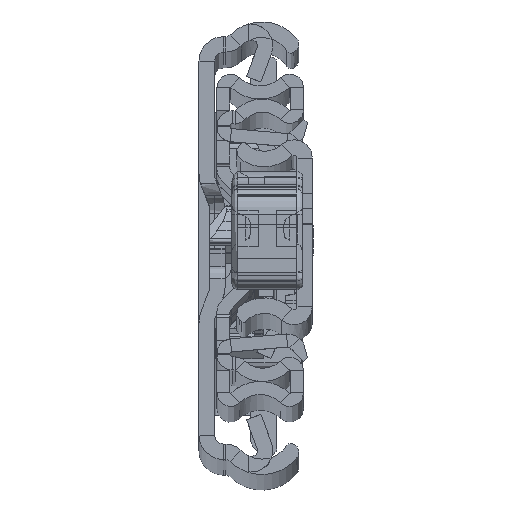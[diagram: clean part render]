
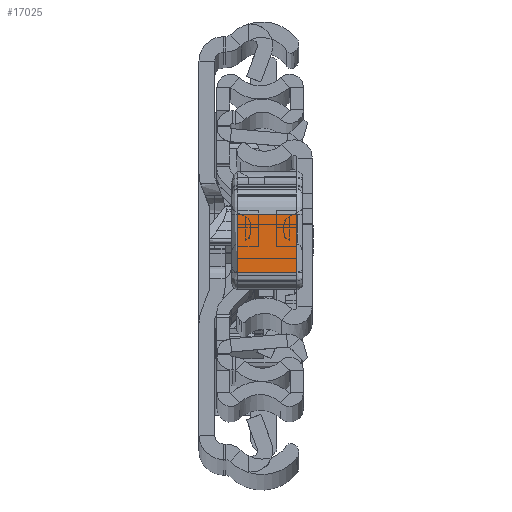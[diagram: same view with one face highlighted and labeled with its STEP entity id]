
A CAD part, top view. The second image highlights one B-rep face of the part: STEP entity #17025.
In plain terms, the highlighted face is planar.
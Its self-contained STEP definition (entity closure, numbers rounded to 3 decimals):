
#70 = DIRECTION ( 'NONE',  ( -0.027, -1., 0. ) ) ;
#234 = ORIENTED_EDGE ( 'NONE', *, *, #21651, .T. ) ;
#1489 = AXIS2_PLACEMENT_3D ( 'NONE', #12512, #28314, #70 ) ;
#1811 = CARTESIAN_POINT ( 'NONE',  ( 39.818, -2.465, 0. ) ) ;
#1932 = CARTESIAN_POINT ( 'NONE',  ( 39.55, -12.274, 10. ) ) ;
#1955 = VECTOR ( 'NONE', #7471, 1000. ) ;
#2454 = PLANE ( 'NONE',  #1489 ) ;
#3768 = CARTESIAN_POINT ( 'NONE',  ( 39.818, -2.465, 10. ) ) ;
#4158 = VECTOR ( 'NONE', #11795, 1000. ) ;
#6239 = LINE ( 'NONE', #16624, #33584 ) ;
#7471 = DIRECTION ( 'NONE',  ( 0., 0., -1. ) ) ;
#9699 = LINE ( 'NONE', #30436, #1955 ) ;
#9885 = ORIENTED_EDGE ( 'NONE', *, *, #31395, .T. ) ;
#11193 = VERTEX_POINT ( 'NONE', #3768 ) ;
#11795 = DIRECTION ( 'NONE',  ( 0., 0., 1. ) ) ;
#12512 = CARTESIAN_POINT ( 'NONE',  ( 39.55, -12.274, 11. ) ) ;
#14849 = LINE ( 'NONE', #1932, #23267 ) ;
#14852 = VERTEX_POINT ( 'NONE', #27070 ) ;
#15388 = FACE_OUTER_BOUND ( 'NONE', #18416, .T. ) ;
#16624 = CARTESIAN_POINT ( 'NONE',  ( 39.55, -12.274, 0. ) ) ;
#16872 = ORIENTED_EDGE ( 'NONE', *, *, #24471, .T. ) ;
#17025 = ADVANCED_FACE ( 'NONE', ( #15388 ), #2454, .F. ) ;
#18416 = EDGE_LOOP ( 'NONE', ( #16872, #9885, #234, #32576 ) ) ;
#19294 = LINE ( 'NONE', #24553, #4158 ) ;
#19465 = CARTESIAN_POINT ( 'NONE',  ( 39.55, -12.274, 10. ) ) ;
#21651 = EDGE_CURVE ( 'NONE', #32565, #11193, #19294, .T. ) ;
#23267 = VECTOR ( 'NONE', #27944, 1000. ) ;
#24471 = EDGE_CURVE ( 'NONE', #29461, #14852, #9699, .T. ) ;
#24553 = CARTESIAN_POINT ( 'NONE',  ( 39.818, -2.465, 11. ) ) ;
#26737 = EDGE_CURVE ( 'NONE', #11193, #29461, #14849, .T. ) ;
#26989 = DIRECTION ( 'NONE',  ( 0.027, 1., 0. ) ) ;
#27070 = CARTESIAN_POINT ( 'NONE',  ( 39.55, -12.274, 0. ) ) ;
#27944 = DIRECTION ( 'NONE',  ( -0.027, -1., 0. ) ) ;
#28314 = DIRECTION ( 'NONE',  ( -1., 0.027, 0. ) ) ;
#29461 = VERTEX_POINT ( 'NONE', #19465 ) ;
#30436 = CARTESIAN_POINT ( 'NONE',  ( 39.55, -12.274, 11. ) ) ;
#31395 = EDGE_CURVE ( 'NONE', #14852, #32565, #6239, .T. ) ;
#32565 = VERTEX_POINT ( 'NONE', #1811 ) ;
#32576 = ORIENTED_EDGE ( 'NONE', *, *, #26737, .T. ) ;
#33584 = VECTOR ( 'NONE', #26989, 1000. ) ;
